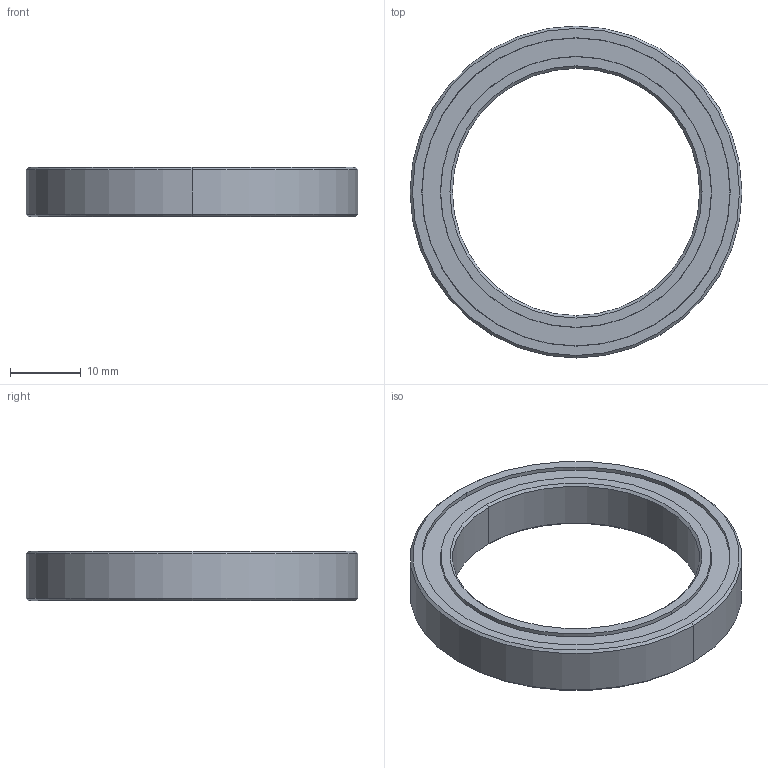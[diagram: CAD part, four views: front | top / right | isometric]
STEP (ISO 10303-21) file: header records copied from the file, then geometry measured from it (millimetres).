
FILE_DESCRIPTION (( 'STEP AP203' ), '1' );
FILE_NAME ('REV-29-3296.STEP', '2024-01-02T22:46:11', ( '' ), ( '' ), 'SwSTEP 2.0', 'SolidWorks 2022', '' );
FILE_SCHEMA (( 'CONFIG_CONTROL_DESIGN' ));
Length unit declared in the file: millimetre
Products named in the file (1): REV-29-3296
Bounding box: 47 x 47 x 7 mm (x, y, z)
Volume: 3517.1 mm3; surface area: 7014.5 mm2
Topology: 23 solids, 23 shells, 80 faces, 217 edges, 145 vertices
Faces by surface type: sphere 38, cylinder 20, cone 8, plane 8, torus 6
Entity records: 1909 total; most frequent: DIRECTION 378, CARTESIAN_POINT 291, ORIENTED_EDGE 244, AXIS2_PLACEMENT_3D 175, EDGE_CURVE 122, CIRCLE 94, VERTEX_POINT 88, EDGE_LOOP 88
